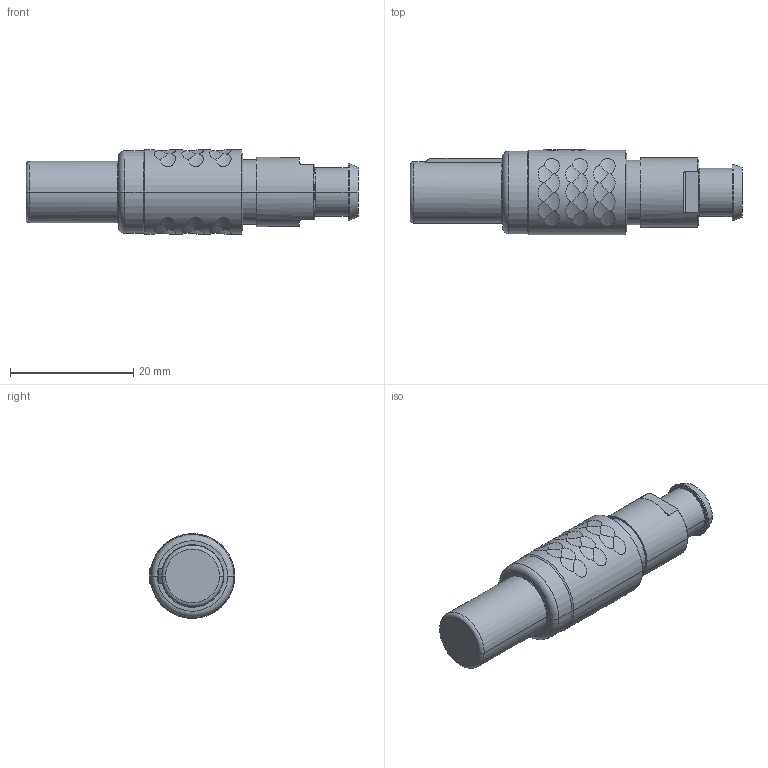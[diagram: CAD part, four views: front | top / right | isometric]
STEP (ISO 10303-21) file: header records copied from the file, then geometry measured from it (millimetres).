
FILE_DESCRIPTION((''),'2;1');
FILE_NAME('00106163_ASM','2020-10-08T15:03:45',('RTrager'),(''),'CREO PARAMETRIC BY PTC INC, 2018300','CREO PARAMETRIC BY PTC INC, 2018300','');
FILE_SCHEMA(('AP242_MANAGED_MODEL_BASED_3D_ENGINEERING_MIM_LF { 1 0 10303 442 1 1 4 }'));
Length unit declared in the file: millimetre
Products named in the file (6): 00019452_0; 00019468_0_ASM; 00026266; 00026297; 00026301_ASM; 00106163_ASM
Assembly tree (5 placements, depth 3):
  00106163_ASM
    00019468_0_ASM
      00019452_0
    00026301_ASM
      00026266
      00026297
Bounding box: 53.8 x 13.85 x 13.7 mm (x, y, z)
Volume: 6496 mm3; surface area: 3012.5 mm2
Topology: 3 solids, 3 shells, 139 faces, 336 edges, 216 vertices
Faces by surface type: cylinder 67, plane 48, cone 13, torus 11
Entity records: 6046 total; most frequent: CARTESIAN_POINT 1620, ORIENTED_EDGE 672, DIRECTION 602, PRESENTATION_STYLE_ASSIGNMENT 339, STYLED_ITEM 339, CURVE_STYLE 336, EDGE_CURVE 336, AXIS2_PLACEMENT_3D 250
